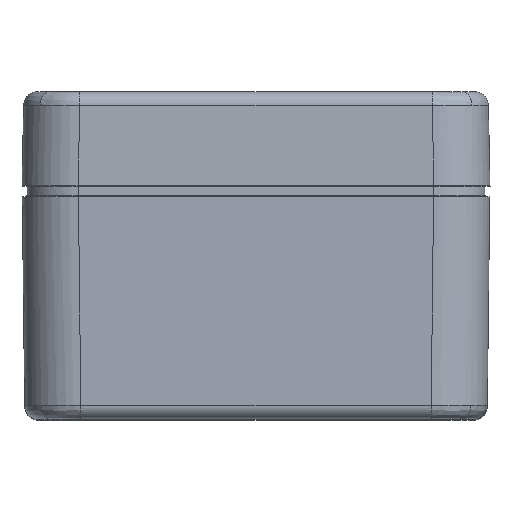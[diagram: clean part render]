
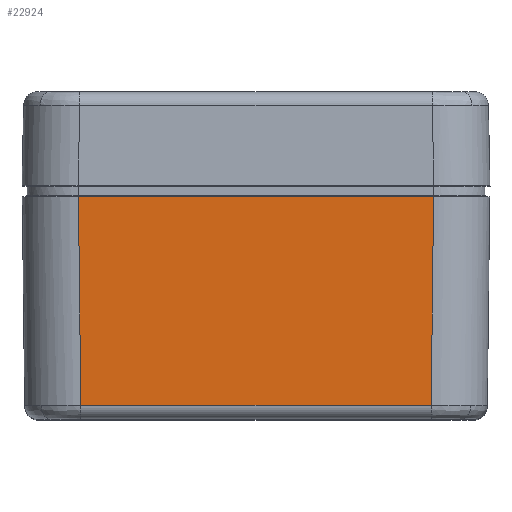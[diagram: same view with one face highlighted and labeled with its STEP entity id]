
A CAD part, top view. The second image highlights one B-rep face of the part: STEP entity #22924.
In plain terms, the highlighted planar face has unit normal (0, -0.011, 1).
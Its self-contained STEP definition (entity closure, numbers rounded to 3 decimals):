
#1244 = EDGE_CURVE ( 'NONE', #10825, #11225, #16204, .T. ) ;
#1756 = DIRECTION ( 'NONE',  ( 0., -0.011, 1. ) ) ;
#3009 = VECTOR ( 'NONE', #13347, 1000. ) ;
#3311 = ORIENTED_EDGE ( 'NONE', *, *, #10612, .T. ) ;
#3325 = VECTOR ( 'NONE', #18024, 1000. ) ;
#4737 = CARTESIAN_POINT ( 'NONE',  ( 18.717, -25.017, 32.217 ) ) ;
#4965 = EDGE_CURVE ( 'NONE', #13343, #10825, #18750, .T. ) ;
#5651 = CARTESIAN_POINT ( 'NONE',  ( 18.97, -2.7, 32.469 ) ) ;
#7544 = ORIENTED_EDGE ( 'NONE', *, *, #26818, .T. ) ;
#8642 = VECTOR ( 'NONE', #17135, 1000. ) ;
#9048 = CARTESIAN_POINT ( 'NONE',  ( -18.717, -25.017, 32.217 ) ) ;
#10612 = EDGE_CURVE ( 'NONE', #11225, #20373, #15556, .T. ) ;
#10825 = VERTEX_POINT ( 'NONE', #4737 ) ;
#11225 = VERTEX_POINT ( 'NONE', #5651 ) ;
#11316 = ORIENTED_EDGE ( 'NONE', *, *, #1244, .T. ) ;
#13343 = VERTEX_POINT ( 'NONE', #9048 ) ;
#13347 = DIRECTION ( 'NONE',  ( -1., 0., 0. ) ) ;
#14084 = EDGE_LOOP ( 'NONE', ( #11316, #3311, #7544, #16747 ) ) ;
#15182 = CARTESIAN_POINT ( 'NONE',  ( -18.97, -2.7, 32.469 ) ) ;
#15556 = LINE ( 'NONE', #15721, #3009 ) ;
#15721 = CARTESIAN_POINT ( 'NONE',  ( -25., -2.7, 32.469 ) ) ;
#16069 = PLANE ( 'NONE',  #19996 ) ;
#16204 = LINE ( 'NONE', #30645, #24218 ) ;
#16363 = CARTESIAN_POINT ( 'NONE',  ( -25., -25.017, 32.217 ) ) ;
#16747 = ORIENTED_EDGE ( 'NONE', *, *, #4965, .T. ) ;
#17135 = DIRECTION ( 'NONE',  ( 1., 0., 0. ) ) ;
#18024 = DIRECTION ( 'NONE',  ( 0.011, -1., -0.011 ) ) ;
#18450 = FACE_OUTER_BOUND ( 'NONE', #14084, .T. ) ;
#18750 = LINE ( 'NONE', #16363, #8642 ) ;
#19996 = AXIS2_PLACEMENT_3D ( 'NONE', #20828, #1756, #30519 ) ;
#20373 = VERTEX_POINT ( 'NONE', #15182 ) ;
#20399 = LINE ( 'NONE', #27880, #3325 ) ;
#20828 = CARTESIAN_POINT ( 'NONE',  ( -25., 0., 32.5 ) ) ;
#22924 = ADVANCED_FACE ( 'NONE', ( #18450 ), #16069, .T. ) ;
#24218 = VECTOR ( 'NONE', #28424, 1000. ) ;
#26818 = EDGE_CURVE ( 'NONE', #20373, #13343, #20399, .T. ) ;
#27880 = CARTESIAN_POINT ( 'NONE',  ( -19.001, 0.068, 32.501 ) ) ;
#28424 = DIRECTION ( 'NONE',  ( 0.011, 1., 0.011 ) ) ;
#30519 = DIRECTION ( 'NONE',  ( 0., -1., -0.011 ) ) ;
#30645 = CARTESIAN_POINT ( 'NONE',  ( 18.995, -0.498, 32.494 ) ) ;
